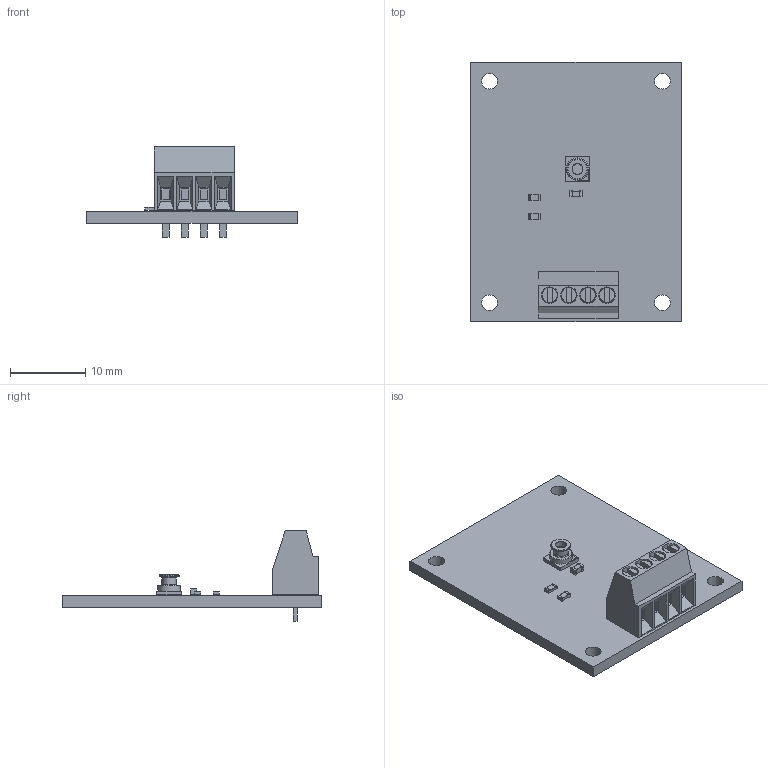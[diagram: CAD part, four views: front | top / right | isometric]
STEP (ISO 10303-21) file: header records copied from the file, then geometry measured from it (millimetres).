
FILE_DESCRIPTION(('KiCad electronic assembly'),'2;1');
FILE_NAME('HighPressureSensorArray.step','2022-10-30T20:10:09',( 'An Author'),('A Company'),'Open CASCADE STEP processor 7.5', 'KiCad to STEP converter','Unknown');
FILE_SCHEMA(('AUTOMOTIVE_DESIGN { 1 0 10303 214 1 1 1 1 }'));
Length unit declared in the file: millimetre
Products named in the file (10): Open CASCADE STEP translator 7.5 1; C_0603_1608Metric; SOLID; TerminalBlock_Phoenix_MPT-0,5-4-2.54_1x04_P2.54mm_Horizontal; R_0603_1608Metric; MS5837-30BA; COMPOUND
Assembly tree (10 placements, depth 3):
  Open CASCADE STEP translator 7.5 1
    C_0603_1608Metric
      SOLID
    TerminalBlock_Phoenix_MPT-0,5-4-2.54_1x04_P2.54mm_Horizontal
      SOLID
    R_0603_1608Metric  x2
      SOLID
    MS5837-30BA
      SOLID
    COMPOUND
Bounding box: 28 x 34.5 x 12 mm (x, y, z)
Volume: 1931.5 mm3; surface area: 3084.6 mm2
Topology: 6 solids, 6 shells, 298 faces, 717 edges, 457 vertices
Faces by surface type: plane 228, cylinder 48, bspline 16, cone 5, torus 1
Full cylindrical faces by diameter (mm): 1.1 x4, 1.4 x1, 1.9 x1, 2 x4, 2.1 x4, 2.2 x4, 2.64 x1, 2.98 x1
Entity records: 17876 total; most frequent: CARTESIAN_POINT 2977, DIRECTION 2516, LINE 1618, VECTOR 1618, ORIENTED_EDGE 1298, PCURVE 1298, DEFINITIONAL_REPRESENTATION 1298, EDGE_CURVE 649
